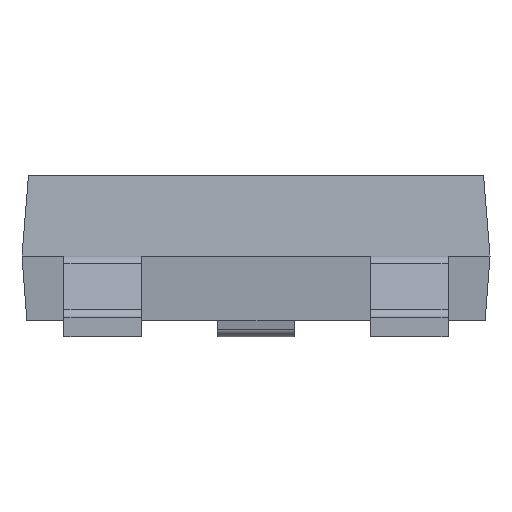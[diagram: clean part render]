
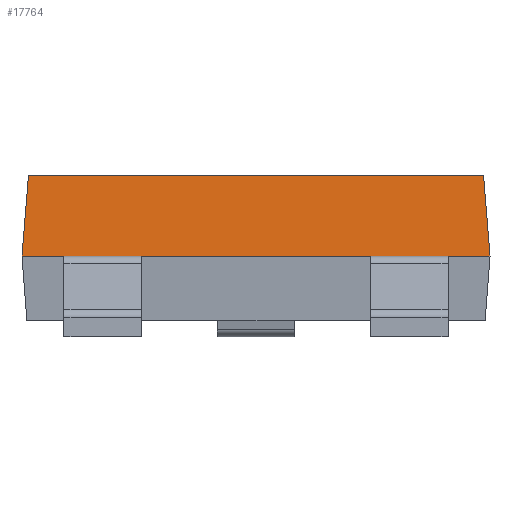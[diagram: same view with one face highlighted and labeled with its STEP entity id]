
A CAD part, front view. The second image highlights one B-rep face of the part: STEP entity #17764.
In plain terms, the highlighted face is planar.
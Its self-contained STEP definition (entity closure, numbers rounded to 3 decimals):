
#3 = VECTOR ( 'NONE', #2597, 1000. ) ;
#296 = ORIENTED_EDGE ( 'NONE', *, *, #6947, .T. ) ;
#477 = EDGE_CURVE ( 'NONE', #7262, #4430, #8213, .T. ) ;
#608 = DIRECTION ( 'NONE',  ( 1., 0., 0. ) ) ;
#642 = DIRECTION ( 'NONE',  ( 0.079, 0.994, -0.079 ) ) ;
#1170 = EDGE_CURVE ( 'NONE', #2227, #4182, #4753, .T. ) ;
#1357 = LINE ( 'NONE', #12236, #12319 ) ;
#1682 = CARTESIAN_POINT ( 'NONE',  ( 2.64, 0.4, 1.3 ) ) ;
#2085 = EDGE_CURVE ( 'NONE', #8542, #7262, #10848, .T. ) ;
#2227 = VERTEX_POINT ( 'NONE', #4320 ) ;
#2597 = DIRECTION ( 'NONE',  ( 0.079, -0.994, 0.079 ) ) ;
#2843 = EDGE_CURVE ( 'NONE', #6942, #8654, #15684, .T. ) ;
#3507 = VECTOR ( 'NONE', #642, 1000. ) ;
#3620 = ORIENTED_EDGE ( 'NONE', *, *, #7010, .F. ) ;
#4031 = LINE ( 'NONE', #9535, #9943 ) ;
#4182 = VERTEX_POINT ( 'NONE', #10010 ) ;
#4242 = EDGE_CURVE ( 'NONE', #6764, #4430, #14452, .T. ) ;
#4292 = LINE ( 'NONE', #12296, #15972 ) ;
#4320 = CARTESIAN_POINT ( 'NONE',  ( 0.26, 0.4, 1.3 ) ) ;
#4430 = VERTEX_POINT ( 'NONE', #1682 ) ;
#4753 = LINE ( 'NONE', #11758, #8615 ) ;
#5654 = DIRECTION ( 'NONE',  ( -1., 0., 0. ) ) ;
#5833 = PLANE ( 'NONE',  #13226 ) ;
#6499 = CARTESIAN_POINT ( 'NONE',  ( 0., 0.4, 1.3 ) ) ;
#6635 = CARTESIAN_POINT ( 'NONE',  ( 0., 0.4, 1.3 ) ) ;
#6764 = VERTEX_POINT ( 'NONE', #15575 ) ;
#6942 = VERTEX_POINT ( 'NONE', #6635 ) ;
#6947 = EDGE_CURVE ( 'NONE', #8542, #8654, #4292, .T. ) ;
#7010 = EDGE_CURVE ( 'NONE', #6764, #4182, #4031, .T. ) ;
#7070 = ORIENTED_EDGE ( 'NONE', *, *, #1170, .T. ) ;
#7262 = VERTEX_POINT ( 'NONE', #8627 ) ;
#7712 = CARTESIAN_POINT ( 'NONE',  ( 0.04, 0.9, 1.26 ) ) ;
#8213 = LINE ( 'NONE', #6499, #12353 ) ;
#8542 = VERTEX_POINT ( 'NONE', #15963 ) ;
#8615 = VECTOR ( 'NONE', #9091, 1000. ) ;
#8627 = CARTESIAN_POINT ( 'NONE',  ( 2.9, 0.4, 1.3 ) ) ;
#8654 = VERTEX_POINT ( 'NONE', #7712 ) ;
#9091 = DIRECTION ( 'NONE',  ( 1., 0., 0. ) ) ;
#9428 = CARTESIAN_POINT ( 'NONE',  ( 2.86, 0.9, 1.26 ) ) ;
#9535 = CARTESIAN_POINT ( 'NONE',  ( 0., 0.4, 1.3 ) ) ;
#9591 = VECTOR ( 'NONE', #608, 1000. ) ;
#9735 = FACE_OUTER_BOUND ( 'NONE', #11151, .T. ) ;
#9943 = VECTOR ( 'NONE', #15012, 1000. ) ;
#10010 = CARTESIAN_POINT ( 'NONE',  ( 0.74, 0.4, 1.3 ) ) ;
#10145 = ORIENTED_EDGE ( 'NONE', *, *, #477, .F. ) ;
#10499 = ORIENTED_EDGE ( 'NONE', *, *, #4242, .T. ) ;
#10848 = LINE ( 'NONE', #9428, #3 ) ;
#11092 = ORIENTED_EDGE ( 'NONE', *, *, #2843, .F. ) ;
#11151 = EDGE_LOOP ( 'NONE', ( #12158, #7070, #3620, #10499, #10145, #16795, #296, #11092 ) ) ;
#11243 = CARTESIAN_POINT ( 'NONE',  ( 0., 0.4, 1.3 ) ) ;
#11758 = CARTESIAN_POINT ( 'NONE',  ( 0.26, 0.4, 1.3 ) ) ;
#11973 = DIRECTION ( 'NONE',  ( -1., 0., 0. ) ) ;
#12158 = ORIENTED_EDGE ( 'NONE', *, *, #16058, .F. ) ;
#12236 = CARTESIAN_POINT ( 'NONE',  ( 0., 0.4, 1.3 ) ) ;
#12296 = CARTESIAN_POINT ( 'NONE',  ( 0., 0.9, 1.26 ) ) ;
#12319 = VECTOR ( 'NONE', #5654, 1000. ) ;
#12353 = VECTOR ( 'NONE', #11973, 1000. ) ;
#12793 = CARTESIAN_POINT ( 'NONE',  ( 0., 0.4, 1.3 ) ) ;
#12850 = CARTESIAN_POINT ( 'NONE',  ( 2.16, 0.4, 1.3 ) ) ;
#13226 = AXIS2_PLACEMENT_3D ( 'NONE', #11243, #15474, #16750 ) ;
#14452 = LINE ( 'NONE', #12850, #9591 ) ;
#15012 = DIRECTION ( 'NONE',  ( -1., 0., 0. ) ) ;
#15104 = DIRECTION ( 'NONE',  ( -1., 0., 0. ) ) ;
#15474 = DIRECTION ( 'NONE',  ( 0., -0.08, -0.997 ) ) ;
#15575 = CARTESIAN_POINT ( 'NONE',  ( 2.16, 0.4, 1.3 ) ) ;
#15684 = LINE ( 'NONE', #12793, #3507 ) ;
#15963 = CARTESIAN_POINT ( 'NONE',  ( 2.86, 0.9, 1.26 ) ) ;
#15972 = VECTOR ( 'NONE', #15104, 1000. ) ;
#16058 = EDGE_CURVE ( 'NONE', #2227, #6942, #1357, .T. ) ;
#16750 = DIRECTION ( 'NONE',  ( 0., 0.997, -0.08 ) ) ;
#16795 = ORIENTED_EDGE ( 'NONE', *, *, #2085, .F. ) ;
#17764 = ADVANCED_FACE ( 'NONE', ( #9735 ), #5833, .F. ) ;
